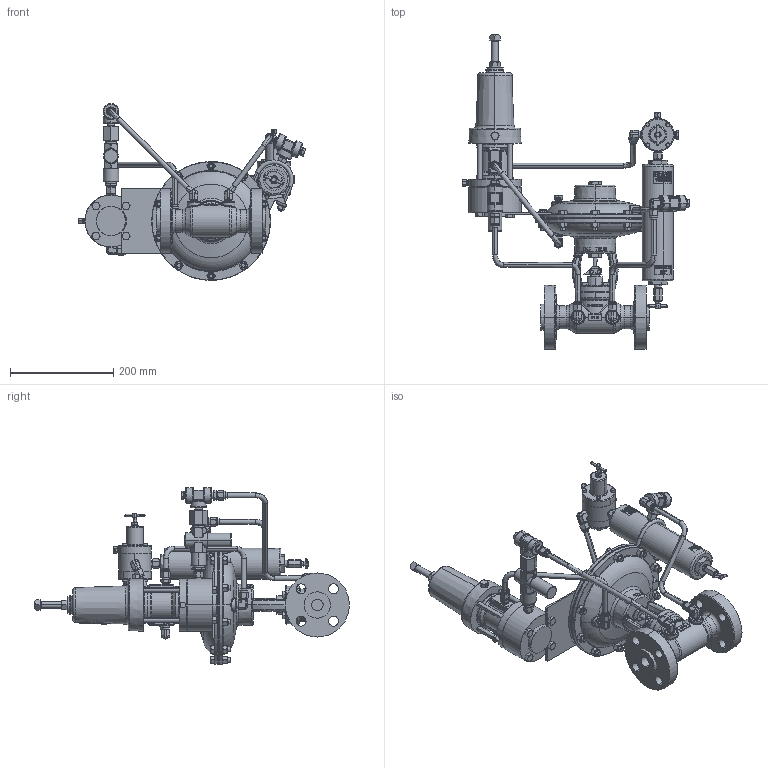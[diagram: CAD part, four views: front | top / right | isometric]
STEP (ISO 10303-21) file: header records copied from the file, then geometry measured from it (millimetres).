
FILE_DESCRIPTION (( 'STEP AP214' ), '1' );
FILE_NAME ('CVC1600RF75-HPPR.STEP', '2021-12-27T19:07:01', ( '' ), ( '' ), 'SwSTEP 2.0', 'SolidWorks 2019', '' );
FILE_SCHEMA (( 'AUTOMOTIVE_DESIGN' ));
Length unit declared in the file: inch
Products named in the file (1): CVC1600RF75-HPPR
Bounding box: 440.29 x 608.33 x 341.85 mm (x, y, z)
Volume: 5751258 mm3; surface area: 619917.1 mm2
Topology: 2 solids, 7 shells, 5001 faces, 12409 edges, 7657 vertices
Faces by surface type: plane 1704, bspline 1326, cone 836, cylinder 774, torus 288, sphere 73
Entity records: 291448 total; most frequent: CARTESIAN_POINT 157933, ORIENTED_EDGE 24680, DIRECTION 19049, EDGE_CURVE 12340, VERTEX_POINT 7655, AXIS2_PLACEMENT_3D 7441, EDGE_LOOP 5383, ADVANCED_FACE 5001
